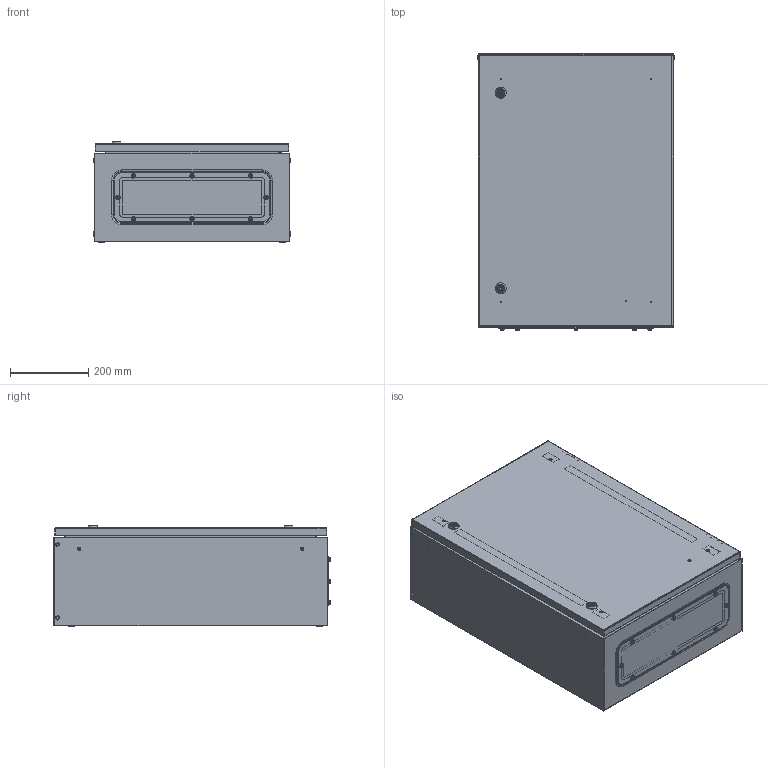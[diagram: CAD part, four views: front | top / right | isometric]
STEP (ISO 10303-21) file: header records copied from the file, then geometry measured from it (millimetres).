
FILE_DESCRIPTION (( 'STEP AP214' ), '1' );
FILE_NAME ('IP-705025_stp.step', '2025-04-28T11:16:57', ( '' ), ( '' ), 'SwSTEP 2.0', 'SolidWorks 2023', '' );
FILE_SCHEMA (( 'AUTOMOTIVE_DESIGN' ));
Length unit declared in the file: millimetre
Products named in the file (1): IP-705025_stp
Bounding box: 501.4 x 706.8 x 256.3 mm (x, y, z)
Volume: 3007530.9 mm3; surface area: 4392480.7 mm2
Topology: 61 solids, 64 shells, 2581 faces, 6273 edges, 3910 vertices
Faces by surface type: plane 1135, cylinder 796, cone 496, torus 90, bspline 64
Entity records: 80484 total; most frequent: CARTESIAN_POINT 18835, DIRECTION 12787, ORIENTED_EDGE 12546, EDGE_CURVE 6273, AXIS2_PLACEMENT_3D 4722, VERTEX_POINT 3910, LINE 3343, VECTOR 3343
